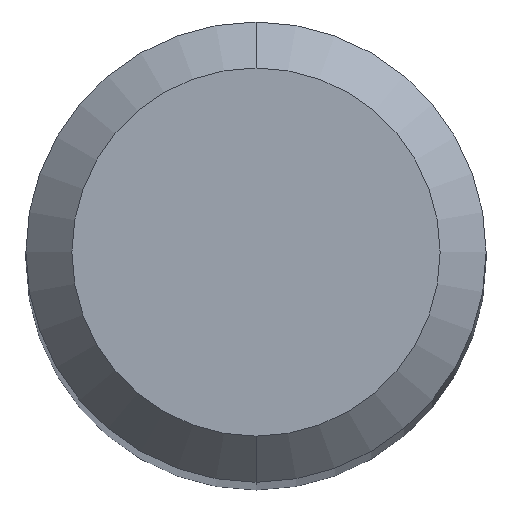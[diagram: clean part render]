
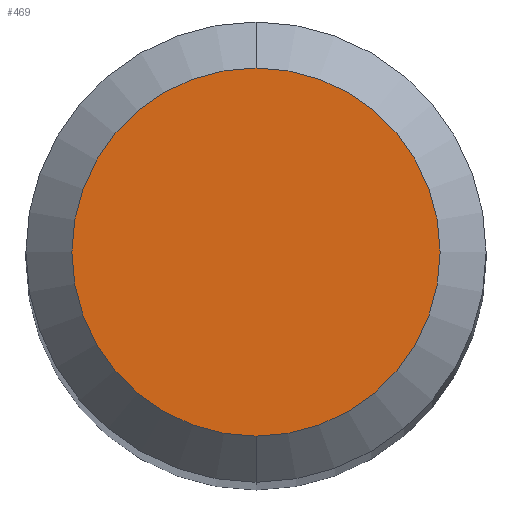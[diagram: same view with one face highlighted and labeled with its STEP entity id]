
A CAD part, top view. The second image highlights one B-rep face of the part: STEP entity #469.
In plain terms, the highlighted planar face has unit normal (0, 0, 1).
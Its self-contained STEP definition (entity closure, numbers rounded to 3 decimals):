
#349=EDGE_CURVE('',#621,#399,#922,.T.);
#399=VERTEX_POINT('',#974);
#469=ADVANCED_FACE('',(#1048),#1049,.T.);
#611=EDGE_CURVE('',#399,#621,#1208,.T.);
#621=VERTEX_POINT('',#1219);
#922=CIRCLE('',#1620,1.2);
#974=CARTESIAN_POINT('',(0.,-1.2,0.0));
#1048=FACE_OUTER_BOUND('',#1910,.T.);
#1049=PLANE('',#1911);
#1208=CIRCLE('',#3440,1.2);
#1219=CARTESIAN_POINT('',(0.0,1.2,0.0));
#1620=AXIS2_PLACEMENT_3D('',#4768,#4769,#4770);
#1910=EDGE_LOOP('',(#4867,#4868));
#1911=AXIS2_PLACEMENT_3D('',#4869,#4870,#4871);
#3440=AXIS2_PLACEMENT_3D('',#5060,#5061,#5062);
#4768=CARTESIAN_POINT('',(0.0,0.0,0.0));
#4769=DIRECTION('',(0.0,0.0,-1.0));
#4770=DIRECTION('',(0.0,1.0,0.0));
#4867=ORIENTED_EDGE('',*,*,#349,.F.);
#4868=ORIENTED_EDGE('',*,*,#611,.F.);
#4869=CARTESIAN_POINT('',(0.0,0.6,0.0));
#4870=DIRECTION('',(-0.0,0.0,1.0));
#4871=DIRECTION('',(0.0,-1.0,0.0));
#5060=CARTESIAN_POINT('',(0.0,0.0,0.0));
#5061=DIRECTION('',(0.0,0.0,-1.0));
#5062=DIRECTION('',(0.0,1.0,0.0));
